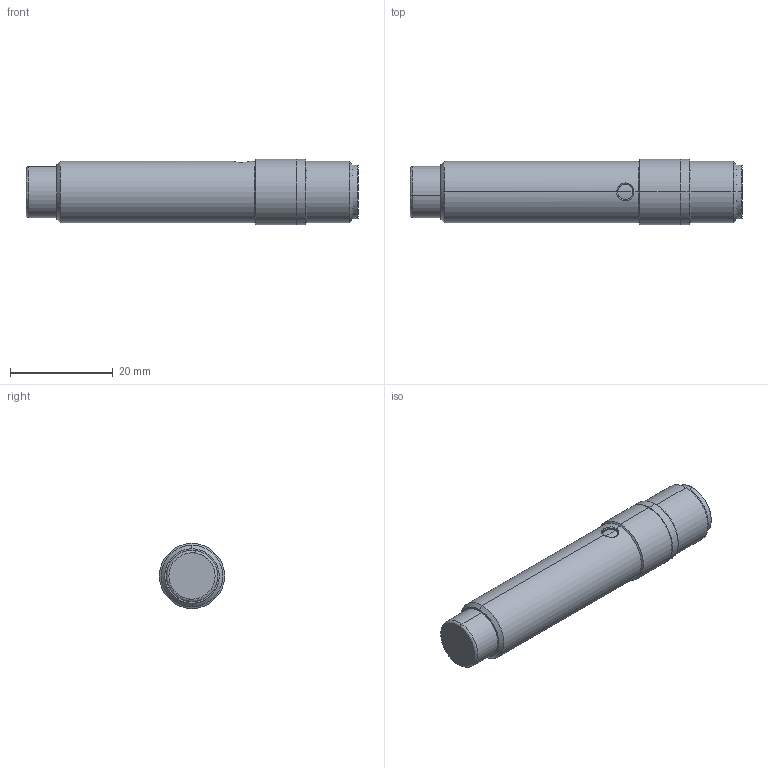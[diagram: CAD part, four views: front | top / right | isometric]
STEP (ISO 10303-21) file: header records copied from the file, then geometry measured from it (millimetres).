
FILE_DESCRIPTION (( 'STEP AP214' ), '1' );
FILE_NAME ('PFM1-BP-4H.step', '2018-04-12T20:34:44', ( '' ), ( '' ), 'SwSTEP 2.0', 'SolidWorks 2017', '' );
FILE_SCHEMA (( 'AUTOMOTIVE_DESIGN' ));
Length unit declared in the file: inch
Products named in the file (1): PFM1-BP-4H
Bounding box: 64.6 x 12.7 x 12.7 mm (x, y, z)
Volume: 6699.8 mm3; surface area: 4054.2 mm2
Topology: 4 solids, 4 shells, 73 faces, 162 edges, 96 vertices
Faces by surface type: cylinder 36, cone 14, bspline 12, plane 11
Entity records: 3902 total; most frequent: CARTESIAN_POINT 1536, DIRECTION 354, ORIENTED_EDGE 308, EDGE_CURVE 154, AXIS2_PLACEMENT_3D 152, VERTEX_POINT 96, CIRCLE 90, EDGE_LOOP 80
